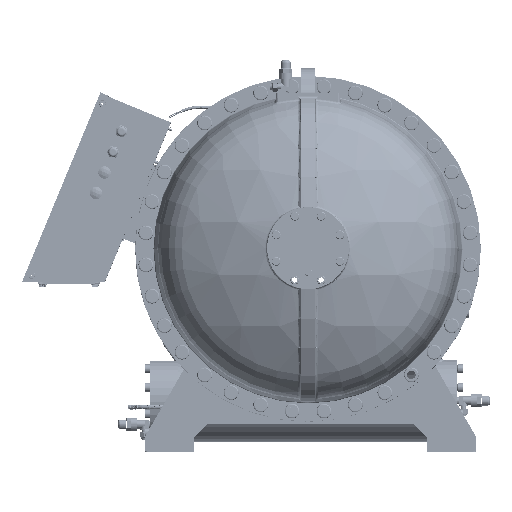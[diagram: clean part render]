
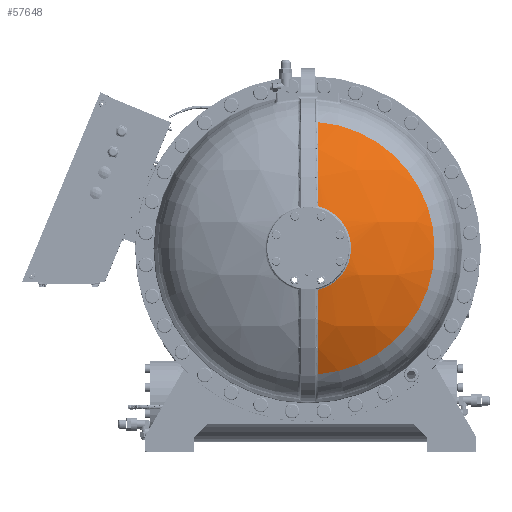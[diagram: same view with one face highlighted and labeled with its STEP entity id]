
A CAD part, top view. The second image highlights one B-rep face of the part: STEP entity #57648.
In plain terms, the highlighted spherical face has radius 479 mm.
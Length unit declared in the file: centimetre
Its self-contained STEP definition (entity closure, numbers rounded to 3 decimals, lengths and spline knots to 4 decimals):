
#2174=SPHERICAL_SURFACE('',#63790,47.9);
#5281=FACE_OUTER_BOUND('',#8761,.T.);
#8761=EDGE_LOOP('',(#51476,#51477,#51478,#51479));
#23711=CIRCLE('',#63791,8.7091);
#23712=CIRCLE('',#63792,47.8591);
#23713=CIRCLE('',#63793,25.615);
#23714=CIRCLE('',#63794,47.8591);
#30283=VERTEX_POINT('',#130643);
#30284=VERTEX_POINT('',#130644);
#30285=VERTEX_POINT('',#130646);
#30286=VERTEX_POINT('',#130648);
#39269=EDGE_CURVE('',#30283,#30284,#23711,.T.);
#39270=EDGE_CURVE('',#30284,#30285,#23712,.T.);
#39271=EDGE_CURVE('',#30286,#30285,#23713,.T.);
#39272=EDGE_CURVE('',#30286,#30283,#23714,.T.);
#51476=ORIENTED_EDGE('',*,*,#39269,.T.);
#51477=ORIENTED_EDGE('',*,*,#39270,.T.);
#51478=ORIENTED_EDGE('',*,*,#39271,.F.);
#51479=ORIENTED_EDGE('',*,*,#39272,.T.);
#57648=ADVANCED_FACE('',(#5281),#2174,.T.);
#63790=AXIS2_PLACEMENT_3D('',#130642,#77936,#77937);
#63791=AXIS2_PLACEMENT_3D('',#130645,#77938,#77939);
#63792=AXIS2_PLACEMENT_3D('',#130647,#77940,#77941);
#63793=AXIS2_PLACEMENT_3D('',#130649,#77942,#77943);
#63794=AXIS2_PLACEMENT_3D('',#130650,#77944,#77945);
#77936=DIRECTION('center_axis',(0.,1.,0.));
#77937=DIRECTION('ref_axis',(-1.,0.,0.));
#77938=DIRECTION('center_axis',(0.,0.,-1.));
#77939=DIRECTION('ref_axis',(-1.,0.,0.));
#77940=DIRECTION('center_axis',(1.,0.,0.));
#77941=DIRECTION('ref_axis',(0.,0.,1.));
#77942=DIRECTION('center_axis',(0.,0.,-1.));
#77943=DIRECTION('ref_axis',(-1.,0.,0.));
#77944=DIRECTION('center_axis',(1.,0.,0.));
#77945=DIRECTION('ref_axis',(0.,0.,1.));
#130642=CARTESIAN_POINT('Origin',(2.,4.,41.25));
#130643=CARTESIAN_POINT('',(3.9793,12.4812,88.3516));
#130644=CARTESIAN_POINT('',(3.9793,-4.4812,88.3516));
#130645=CARTESIAN_POINT('Origin',(2.,4.,88.3516));
#130646=CARTESIAN_POINT('',(3.9793,-21.5384,81.7257));
#130647=CARTESIAN_POINT('Origin',(3.9793,4.,41.25));
#130648=CARTESIAN_POINT('',(3.9793,29.5384,81.7257));
#130649=CARTESIAN_POINT('Origin',(2.,4.,81.7257));
#130650=CARTESIAN_POINT('Origin',(3.9793,4.,41.25));
